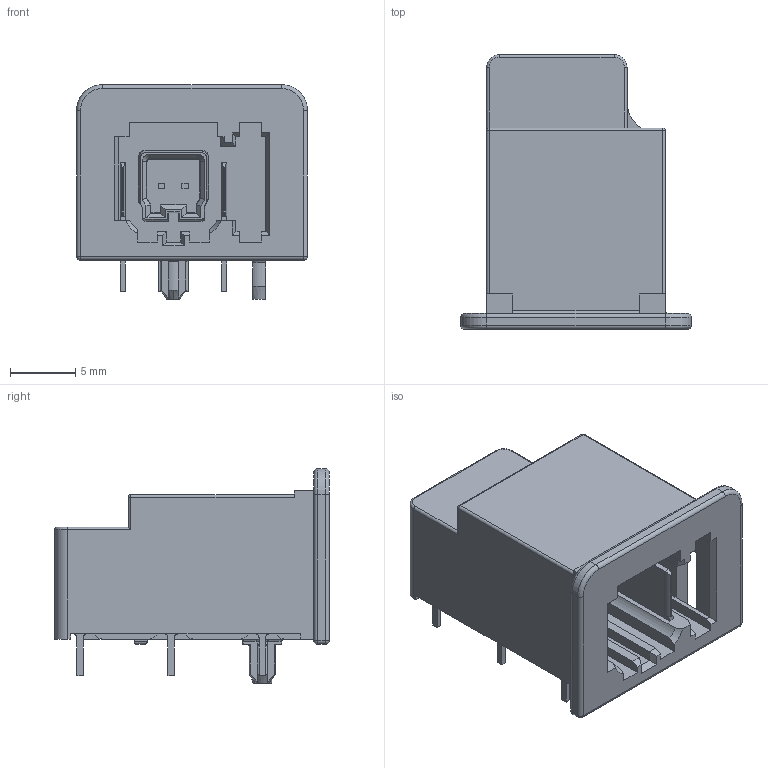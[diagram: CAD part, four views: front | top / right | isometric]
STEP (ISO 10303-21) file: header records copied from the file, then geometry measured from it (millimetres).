
FILE_DESCRIPTION(('FreeCAD Model'),'2;1');
FILE_NAME('TE_9-2304372-9.step','2021-04-11T20:17:13',( 'kicad StepUp'),('ksu MCAD'),'Open CASCADE STEP processor 7.3', 'FreeCAD','Unknown');
FILE_SCHEMA(('AUTOMOTIVE_DESIGN { 1 0 10303 214 1 1 1 1 }'));
Length unit declared in the file: millimetre
Products named in the file (1): TE_9-2304372-9
Bounding box: 17.75 x 21.1 x 16.5 mm (x, y, z)
Volume: 1565.5 mm3; surface area: 2965.9 mm2
Topology: 1 solids, 1 shells, 434 faces, 1146 edges, 734 vertices
Faces by surface type: plane 280, cylinder 110, torus 20, cone 18, sphere 6
Entity records: 17527 total; most frequent: CARTESIAN_POINT 3698, ORIENTED_EDGE 2292, DIRECTION 2166, EDGE_CURVE 1146, LINE 854, VECTOR 854, VERTEX_POINT 734, AXIS2_PLACEMENT_3D 656
